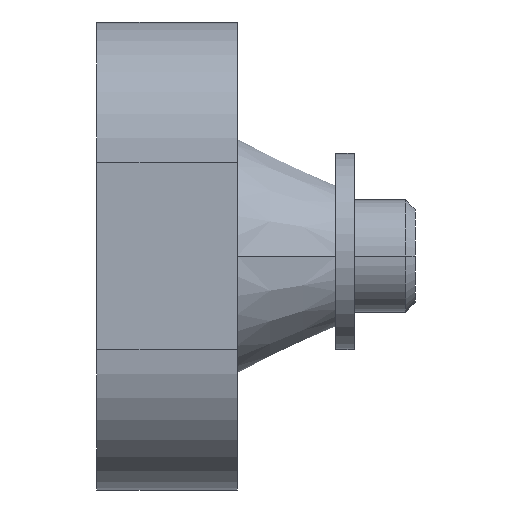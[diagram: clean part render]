
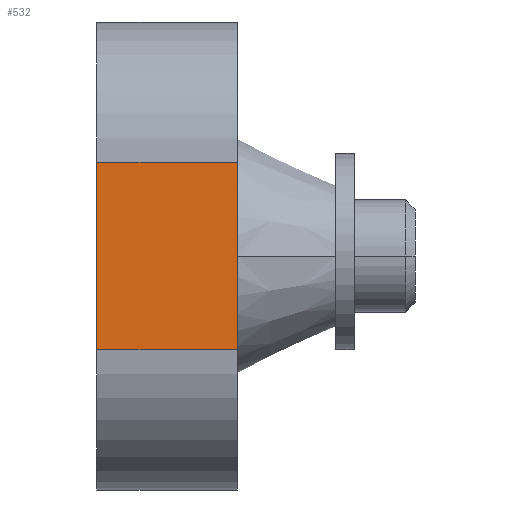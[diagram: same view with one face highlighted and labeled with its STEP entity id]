
A CAD part, left-side view. The second image highlights one B-rep face of the part: STEP entity #532.
In plain terms, the highlighted planar face has unit normal (-1, 0, 0).
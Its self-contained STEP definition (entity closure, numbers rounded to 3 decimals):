
#91=DIRECTION('',(0.,0.,1.));
#92=VECTOR('',#91,20.);
#93=CARTESIAN_POINT('',(0.,0.,-35.));
#94=LINE('',#93,#92);
#172=DIRECTION('',(0.,-1.,0.));
#173=VECTOR('',#172,15.);
#174=CARTESIAN_POINT('',(0.,15.,-35.));
#175=LINE('',#174,#173);
#179=DIRECTION('',(0.,-1.,0.));
#180=VECTOR('',#179,15.);
#181=CARTESIAN_POINT('',(0.,15.,-15.));
#182=LINE('',#181,#180);
#238=DIRECTION('',(0.,0.,1.));
#239=VECTOR('',#238,20.);
#240=CARTESIAN_POINT('',(0.,15.,-35.));
#241=LINE('',#240,#239);
#382=CARTESIAN_POINT('',(0.,0.,-35.));
#384=VERTEX_POINT('',#382);
#388=CARTESIAN_POINT('',(0.,15.,-35.));
#389=VERTEX_POINT('',#388);
#391=CARTESIAN_POINT('',(0.,0.,-15.));
#393=VERTEX_POINT('',#391);
#394=CARTESIAN_POINT('',(0.,15.,-15.));
#395=VERTEX_POINT('',#394);
#519=CARTESIAN_POINT('',(0.,0.,-50.));
#520=DIRECTION('',(-1.,0.,0.));
#521=DIRECTION('',(0.,0.,1.));
#522=AXIS2_PLACEMENT_3D('',#519,#520,#521);
#523=PLANE('',#522);
#525=ORIENTED_EDGE('',*,*,#524,.F.);
#527=ORIENTED_EDGE('',*,*,#526,.T.);
#528=ORIENTED_EDGE('',*,*,#511,.T.);
#529=ORIENTED_EDGE('',*,*,#429,.F.);
#530=EDGE_LOOP('',(#525,#527,#528,#529));
#531=FACE_OUTER_BOUND('',#530,.F.);
#532=ADVANCED_FACE('',(#531),#523,.T.);
#429=EDGE_CURVE('',#384,#393,#94,.T.);
#511=EDGE_CURVE('',#395,#393,#182,.T.);
#524=EDGE_CURVE('',#389,#384,#175,.T.);
#526=EDGE_CURVE('',#389,#395,#241,.T.);
